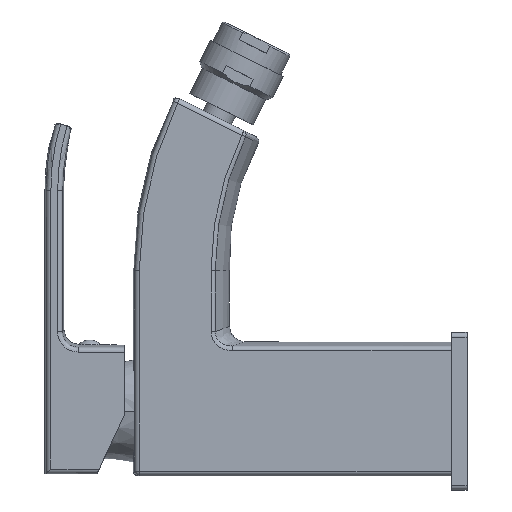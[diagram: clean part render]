
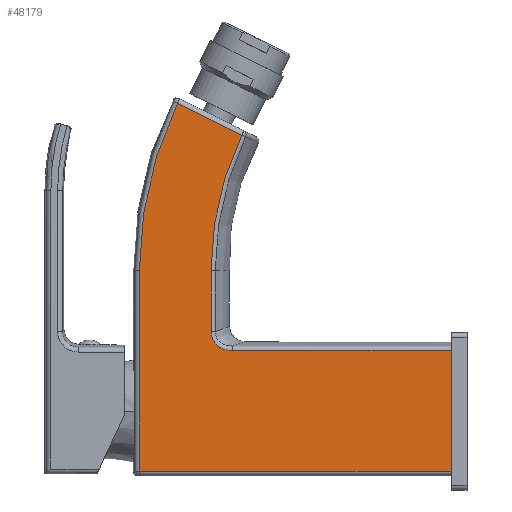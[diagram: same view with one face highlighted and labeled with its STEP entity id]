
A CAD part, left-side view. The second image highlights one B-rep face of the part: STEP entity #48179.
In plain terms, the highlighted planar face has unit normal (-1, 0, 0).
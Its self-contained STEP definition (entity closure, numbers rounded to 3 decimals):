
#10318=DIRECTION('',(0.,0.,1.));
#10319=VECTOR('',#10318,38.22);
#10320=CARTESIAN_POINT('',(-18.25,2.,-19.));
#10321=LINE('',#10320,#10319);
#10322=DIRECTION('',(0.,-1.,0.));
#10323=VECTOR('',#10322,99.03);
#10324=CARTESIAN_POINT('',(-18.25,101.03,-19.));
#10325=LINE('',#10324,#10323);
#10326=DIRECTION('',(0.,0.,-1.));
#10327=VECTOR('',#10326,63.61);
#10328=CARTESIAN_POINT('',(-18.25,101.03,44.61));
#10329=LINE('',#10328,#10327);
#10330=CARTESIAN_POINT('',(-18.25,-21.5,44.61));
#10331=DIRECTION('',(-1.,0.,0.));
#10332=DIRECTION('',(0.,0.901,0.434));
#10333=AXIS2_PLACEMENT_3D('',#10330,#10331,#10332);
#10335=DIRECTION('',(0.,-0.896,-0.445));
#10336=VECTOR('',#10335,22.76);
#10337=CARTESIAN_POINT('',(-18.25,88.895,97.776));
#10338=LINE('',#10337,#10336);
#10339=CARTESIAN_POINT('',(-18.25,-21.5,44.61));
#10340=DIRECTION('',(-1.,0.,0.));
#10341=DIRECTION('',(0.,0.902,0.431));
#10342=AXIS2_PLACEMENT_3D('',#10339,#10340,#10341);
#10344=DIRECTION('',(0.,0.,-1.));
#10345=VECTOR('',#10344,19.323);
#10346=CARTESIAN_POINT('',(-18.25,78.268,44.61));
#10347=LINE('',#10346,#10345);
#10348=CARTESIAN_POINT('',(-18.25,78.268,
25.288));
#10349=CARTESIAN_POINT('',(-18.25,78.268,
25.179));
#10350=CARTESIAN_POINT('',(-18.25,78.262,
24.963));
#10351=CARTESIAN_POINT('',(-18.25,78.234,
24.639));
#10352=CARTESIAN_POINT('',(-18.25,78.189,
24.317));
#10353=CARTESIAN_POINT('',(-18.25,78.124,
23.998));
#10354=CARTESIAN_POINT('',(-18.25,78.041,
23.683));
#10355=CARTESIAN_POINT('',(-18.25,77.94,
23.373));
#10356=CARTESIAN_POINT('',(-18.25,77.821,
23.069));
#10357=CARTESIAN_POINT('',(-18.25,77.684,
22.771));
#10358=CARTESIAN_POINT('',(-18.25,77.529,
22.481));
#10359=CARTESIAN_POINT('',(-18.25,77.356,
22.197));
#10360=CARTESIAN_POINT('',(-18.25,77.165,
21.921));
#10361=CARTESIAN_POINT('',(-18.25,76.956,21.653));
#10362=CARTESIAN_POINT('',(-18.25,76.728,21.393));
#10363=CARTESIAN_POINT('',(-18.25,76.483,21.144));
#10364=CARTESIAN_POINT('',(-18.25,76.219,20.904));
#10365=CARTESIAN_POINT('',(-18.25,75.938,20.676));
#10366=CARTESIAN_POINT('',(-18.25,75.639,20.461));
#10367=CARTESIAN_POINT('',(-18.25,75.324,20.259));
#10368=CARTESIAN_POINT('',(-18.25,74.992,
20.072));
#10369=CARTESIAN_POINT('',(-18.25,74.644,
19.901));
#10370=CARTESIAN_POINT('',(-18.25,74.282,
19.746));
#10371=CARTESIAN_POINT('',(-18.25,73.906,
19.609));
#10372=CARTESIAN_POINT('',(-18.25,73.519,
19.491));
#10373=CARTESIAN_POINT('',(-18.25,73.12,
19.394));
#10374=CARTESIAN_POINT('',(-18.25,72.713,
19.317));
#10375=CARTESIAN_POINT('',(-18.25,72.299,
19.261));
#10376=CARTESIAN_POINT('',(-18.25,71.88,
19.228));
#10377=CARTESIAN_POINT('',(-18.25,71.599,
19.22));
#10378=CARTESIAN_POINT('',(-18.25,71.457,
19.22));
#10380=DIRECTION('',(0.,-1.,0.));
#10381=VECTOR('',#10380,69.457);
#10382=CARTESIAN_POINT('',(-18.25,71.457,
19.22));
#10383=LINE('',#10382,#10381);
#29642=VERTEX_POINT('',#10348);
#29643=VERTEX_POINT('',#10378);
#29646=CARTESIAN_POINT('',(-18.25,78.268,44.61));
#29647=VERTEX_POINT('',#29646);
#29650=CARTESIAN_POINT('',(-18.25,68.508,87.649));
#29651=VERTEX_POINT('',#29650);
#29653=CARTESIAN_POINT('',(-18.25,88.895,97.776));
#29654=VERTEX_POINT('',#29653);
#29655=CARTESIAN_POINT('',(-18.25,101.03,44.61));
#29656=CARTESIAN_POINT('',(-18.25,101.03,-19.));
#29657=VERTEX_POINT('',#29655);
#29658=VERTEX_POINT('',#29656);
#30098=CARTESIAN_POINT('',(-18.25,2.,-19.));
#30099=CARTESIAN_POINT('',(-18.25,2.,19.22));
#30100=VERTEX_POINT('',#30098);
#30101=VERTEX_POINT('',#30099);
#48159=CARTESIAN_POINT('',(-18.25,0.,-20.5));
#48160=DIRECTION('',(-1.,0.,0.));
#48161=DIRECTION('',(0.,0.,1.));
#48162=AXIS2_PLACEMENT_3D('',#48159,#48160,#48161);
#48163=PLANE('',#48162);
#48164=ORIENTED_EDGE('',*,*,#40041,.F.);
#48165=ORIENTED_EDGE('',*,*,#48089,.F.);
#48166=ORIENTED_EDGE('',*,*,#47912,.F.);
#48168=ORIENTED_EDGE('',*,*,#48167,.F.);
#48169=ORIENTED_EDGE('',*,*,#39891,.T.);
#48170=ORIENTED_EDGE('',*,*,#39932,.T.);
#48172=ORIENTED_EDGE('',*,*,#48171,.T.);
#48174=ORIENTED_EDGE('',*,*,#48173,.T.);
#48176=ORIENTED_EDGE('',*,*,#48175,.T.);
#48177=EDGE_LOOP('',(#48164,#48165,#48166,#48168,#48169,#48170,#48172,#48174,
#48176));
#48178=FACE_OUTER_BOUND('',#48177,.F.);
#48179=ADVANCED_FACE('',(#48178),#48163,.T.);
#10334=CIRCLE('',#10333,122.53);
#10343=CIRCLE('',#10342,99.768);
#10379=B_SPLINE_CURVE_WITH_KNOTS('',3,(#10348,#10349,#10350,#10351,#10352,
#10353,#10354,#10355,#10356,#10357,#10358,#10359,#10360,#10361,#10362,#10363,
#10364,#10365,#10366,#10367,#10368,#10369,#10370,#10371,#10372,#10373,#10374,
#10375,#10376,#10377,#10378),.UNSPECIFIED.,.F.,.F.,(4,1,1,1,1,1,1,1,1,1,1,1,1,1,
1,1,1,1,1,1,1,1,1,1,1,1,1,1,4),(0.,0.036,0.071,
0.107,0.143,0.179,0.214,0.25,
0.286,0.321,0.357,0.393,
0.429,0.464,0.5,0.536,0.571,
0.607,0.643,0.679,0.714,0.75,
0.786,0.821,0.857,0.893,
0.929,0.964,1.),.UNSPECIFIED.);
#39891=EDGE_CURVE('',#29654,#29651,#10338,.T.);
#39932=EDGE_CURVE('',#29651,#29647,#10343,.T.);
#40041=EDGE_CURVE('',#30100,#30101,#10321,.T.);
#47912=EDGE_CURVE('',#29657,#29658,#10329,.T.);
#48089=EDGE_CURVE('',#29658,#30100,#10325,.T.);
#48167=EDGE_CURVE('',#29654,#29657,#10334,.T.);
#48171=EDGE_CURVE('',#29647,#29642,#10347,.T.);
#48173=EDGE_CURVE('',#29642,#29643,#10379,.T.);
#48175=EDGE_CURVE('',#29643,#30101,#10383,.T.);
